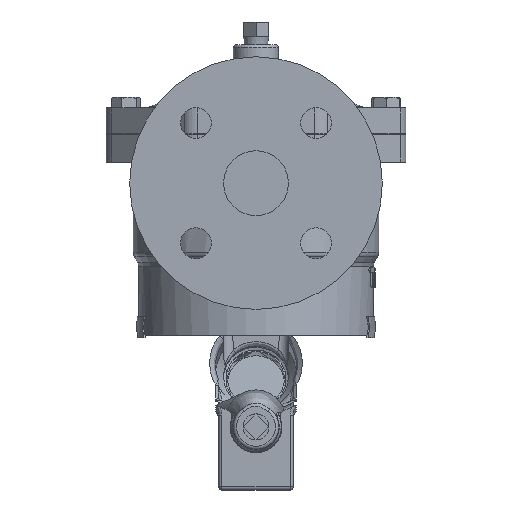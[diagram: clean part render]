
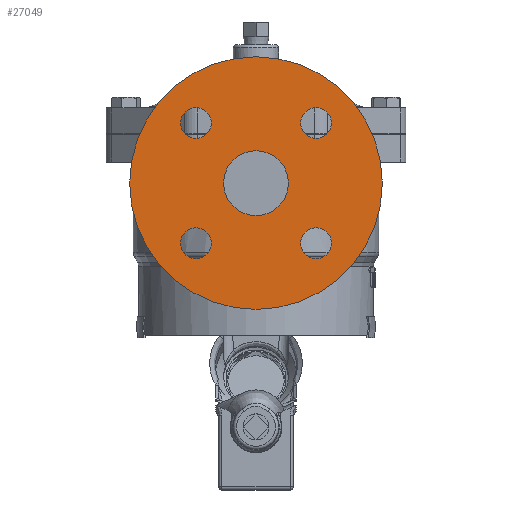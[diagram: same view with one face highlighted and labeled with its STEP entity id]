
A CAD part, left-side view. The second image highlights one B-rep face of the part: STEP entity #27049.
In plain terms, the highlighted planar face has unit normal (-1, 0, 0).
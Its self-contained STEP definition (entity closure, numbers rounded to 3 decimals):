
#25752=CARTESIAN_POINT('',(-135.0,0.,-10.));
#25753=VERTEX_POINT('',#25752);
#25754=CARTESIAN_POINT('',(-135.0,0.0,-30.));
#25755=DIRECTION('',(1.0,0.0,0.0));
#25756=DIRECTION('',(0.0,0.0,-1.0));
#25757=AXIS2_PLACEMENT_3D('',#25754,#25755,#25756);
#25758=CIRCLE('',#25757,20.0);
#25759=EDGE_CURVE('',#25753,#25753,#25758,.T.);
#25810=CARTESIAN_POINT('',(-135.0,46.623,-67.123));
#25811=VERTEX_POINT('',#25810);
#25812=CARTESIAN_POINT('',(-135.0,37.123,-67.123));
#25813=DIRECTION('',(1.0,0.0,0.0));
#25814=DIRECTION('',(0.0,1.0,0.0));
#25815=AXIS2_PLACEMENT_3D('',#25812,#25813,#25814);
#25816=CIRCLE('',#25815,9.5);
#25817=EDGE_CURVE('',#25811,#25811,#25816,.T.);
#25859=CARTESIAN_POINT('',(-135.0,-37.123,-76.623));
#25860=VERTEX_POINT('',#25859);
#25861=CARTESIAN_POINT('',(-135.0,-37.123,-67.123));
#25862=DIRECTION('',(1.0,0.0,0.0));
#25863=DIRECTION('',(0.0,0.0,-1.0));
#25864=AXIS2_PLACEMENT_3D('',#25861,#25862,#25863);
#25865=CIRCLE('',#25864,9.5);
#25866=EDGE_CURVE('',#25860,#25860,#25865,.T.);
#25908=CARTESIAN_POINT('',(-135.0,-46.623,7.123));
#25909=VERTEX_POINT('',#25908);
#25910=CARTESIAN_POINT('',(-135.0,-37.123,7.123));
#25911=DIRECTION('',(1.0,0.0,0.0));
#25912=DIRECTION('',(0.0,-1.0,0.0));
#25913=AXIS2_PLACEMENT_3D('',#25910,#25911,#25912);
#25914=CIRCLE('',#25913,9.5);
#25915=EDGE_CURVE('',#25909,#25909,#25914,.T.);
#25957=CARTESIAN_POINT('',(-135.0,37.123,16.623));
#25958=VERTEX_POINT('',#25957);
#25959=CARTESIAN_POINT('',(-135.0,37.123,7.123));
#25960=DIRECTION('',(1.0,0.0,0.0));
#25961=DIRECTION('',(0.0,0.0,1.0));
#25962=AXIS2_PLACEMENT_3D('',#25959,#25960,#25961);
#25963=CIRCLE('',#25962,9.5);
#25964=EDGE_CURVE('',#25958,#25958,#25963,.T.);
#26090=CARTESIAN_POINT('',(-135.,0.,48.));
#26091=VERTEX_POINT('',#26090);
#26092=CARTESIAN_POINT('',(-135.0,0.0,-30.));
#26093=DIRECTION('',(1.0,0.0,0.0));
#26094=DIRECTION('',(0.0,0.0,-1.0));
#26095=AXIS2_PLACEMENT_3D('',#26092,#26093,#26094);
#26096=CIRCLE('',#26095,78.0);
#26097=EDGE_CURVE('',#26091,#26091,#26096,.T.);
#27026=CARTESIAN_POINT('',(-135.0,0.0,-14.5));
#27027=DIRECTION('',(-1.0,0.0,0.0));
#27028=DIRECTION('',(0.0,0.0,1.0));
#27029=AXIS2_PLACEMENT_3D('',#27026,#27027,#27028);
#27030=PLANE('',#27029);
#27031=ORIENTED_EDGE('',*,*,#26097,.F.);
#27032=EDGE_LOOP('',(#27031));
#27033=FACE_OUTER_BOUND('',#27032,.T.);
#27034=ORIENTED_EDGE('',*,*,#25759,.T.);
#27035=EDGE_LOOP('',(#27034));
#27036=FACE_BOUND('',#27035,.T.);
#27037=ORIENTED_EDGE('',*,*,#25817,.T.);
#27038=EDGE_LOOP('',(#27037));
#27039=FACE_BOUND('',#27038,.T.);
#27040=ORIENTED_EDGE('',*,*,#25866,.T.);
#27041=EDGE_LOOP('',(#27040));
#27042=FACE_BOUND('',#27041,.T.);
#27043=ORIENTED_EDGE('',*,*,#25915,.T.);
#27044=EDGE_LOOP('',(#27043));
#27045=FACE_BOUND('',#27044,.T.);
#27046=ORIENTED_EDGE('',*,*,#25964,.T.);
#27047=EDGE_LOOP('',(#27046));
#27048=FACE_BOUND('',#27047,.T.);
#27049=ADVANCED_FACE('',(#27033,#27036,#27039,#27042,#27045,#27048),#27030,.T.);
